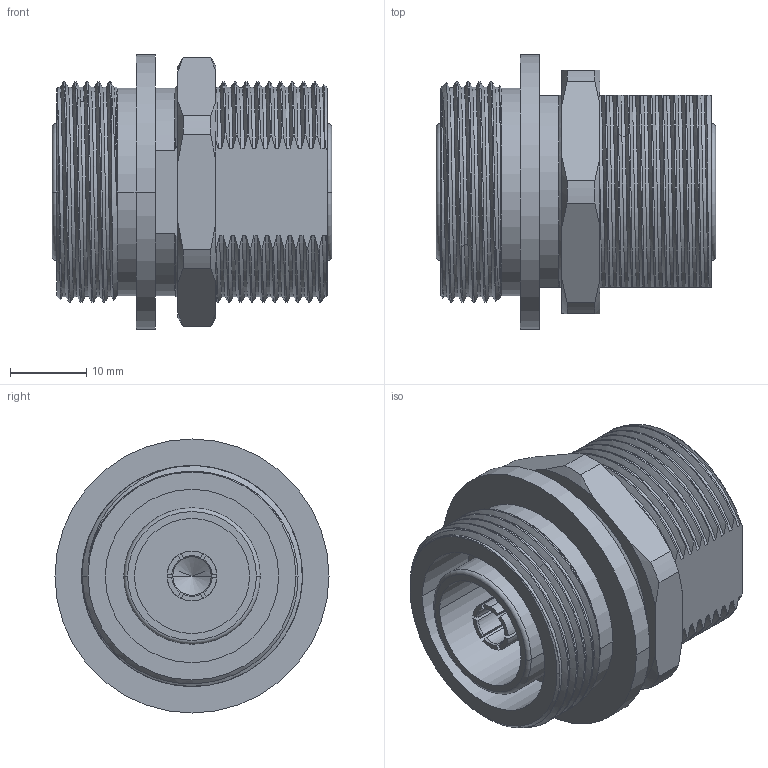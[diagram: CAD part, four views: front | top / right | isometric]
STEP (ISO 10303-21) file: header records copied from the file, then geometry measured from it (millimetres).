
FILE_DESCRIPTION((''),'2;1');
FILE_NAME('272301_SW0003','2020-08-27T18:46:40',('Clement'),(''),'CREO PARAMETRIC BY PTC INC, 2019444','CREO PARAMETRIC BY PTC INC, 2019444','');
FILE_SCHEMA(('CONFIG_CONTROL_DESIGN'));
Length unit declared in the file: millimetre
Products named in the file (1): 272301_SW0003
Bounding box: 36.7 x 36 x 36 mm (x, y, z)
Volume: 17240.6 mm3; surface area: 11579.1 mm2
Topology: 1 solids, 1 shells, 268 faces, 790 edges, 518 vertices
Faces by surface type: bspline 98, plane 68, cylinder 61, cone 37, torus 4
Entity records: 17492 total; most frequent: CARTESIAN_POINT 11104, ORIENTED_EDGE 1572, DIRECTION 959, EDGE_CURVE 786, VERTEX_POINT 518, AXIS2_PLACEMENT_3D 334, B_SPLINE_CURVE_WITH_KNOTS 331, VECTOR 291
